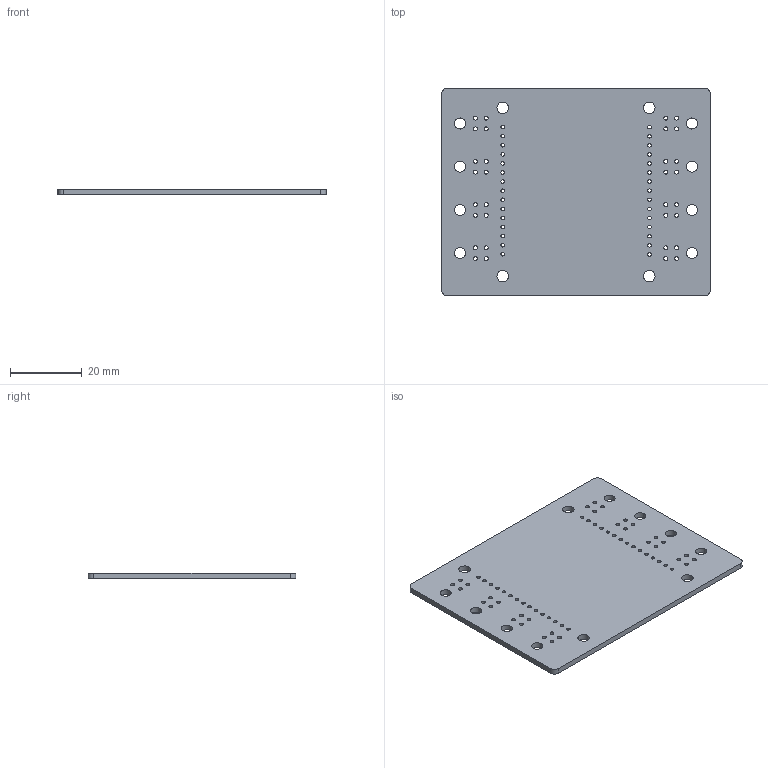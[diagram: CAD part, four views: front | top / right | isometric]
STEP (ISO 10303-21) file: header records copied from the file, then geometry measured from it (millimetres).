
FILE_DESCRIPTION(('KiCad electronic assembly'),'2;1');
FILE_NAME('LoadCellConnectionBoard.step','2021-01-09T21:29:40',( 'An Author'),('A Company'),'Open CASCADE STEP processor 7.3', 'KiCad to STEP converter','Unknown');
FILE_SCHEMA(('AUTOMOTIVE_DESIGN { 1 0 10303 214 1 1 1 1 }'));
Length unit declared in the file: millimetre
Products named in the file (3): Open CASCADE STEP translator 7.3 1; Pin_Header_Straight_1x15_Pitch2.54mm; COMPOUND
Assembly tree (3 placements, depth 2):
  Open CASCADE STEP translator 7.3 1
    Pin_Header_Straight_1x15_Pitch2.54mm  x2
    COMPOUND
Bounding box: 75 x 58 x 1.6 mm (x, y, z)
Volume: 6722.5 mm3; surface area: 9341.3 mm2
Topology: 1 solids, 1 shells, 84 faces, 246 edges, 164 vertices
Faces by surface type: cylinder 78, plane 6
Full cylindrical faces by diameter (mm): 1 x30, 1.1 x32, 3.1 x8, 3.2 x4
Entity records: 6453 total; most frequent: DIRECTION 1070, CARTESIAN_POINT 990, ORIENTED_EDGE 492, PCURVE 492, DEFINITIONAL_REPRESENTATION 492, LINE 426, VECTOR 426, CIRCLE 312
